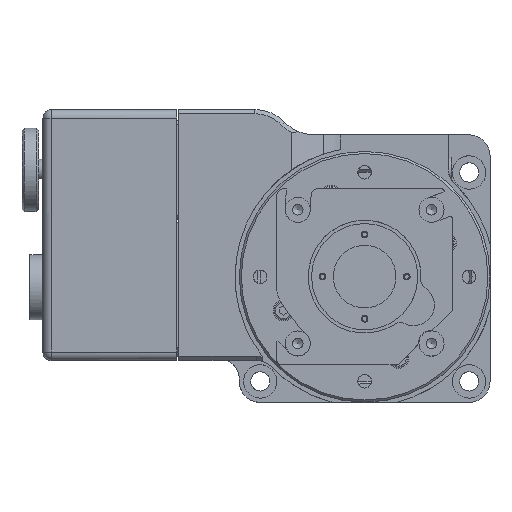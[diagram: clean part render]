
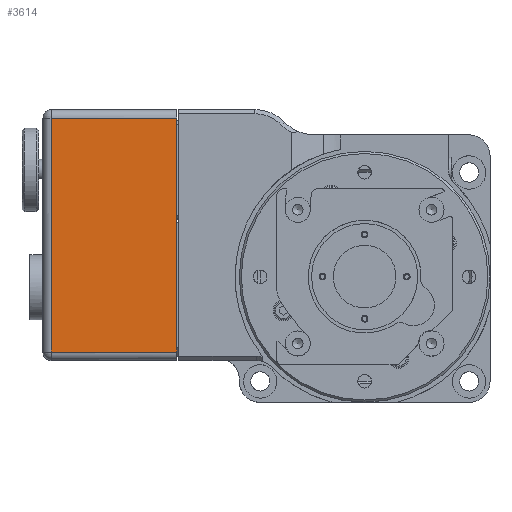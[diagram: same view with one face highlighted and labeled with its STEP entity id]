
A CAD part, top view. The second image highlights one B-rep face of the part: STEP entity #3614.
In plain terms, the highlighted planar face has unit normal (0, 0, 1).
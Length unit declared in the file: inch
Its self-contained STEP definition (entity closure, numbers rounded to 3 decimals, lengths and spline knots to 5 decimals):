
#2432 = CARTESIAN_POINT ( 'NONE',  ( -2.95276, -0.70866, 1.0748 ) ) ;
#3614 = ADVANCED_FACE ( 'NONE', ( #52456 ), #46672, .T. ) ;
#6366 = CARTESIAN_POINT ( 'NONE',  ( -2.95276, -0.70866, 1.0748 ) ) ;
#10749 = CARTESIAN_POINT ( 'NONE',  ( -2.55906, 1.49606, 1.0748 ) ) ;
#12851 = CARTESIAN_POINT ( 'NONE',  ( -1.77165, -0.70866, 1.0748 ) ) ;
#14176 = EDGE_LOOP ( 'NONE', ( #37498, #16981, #28701, #53061 ) ) ;
#15239 = CARTESIAN_POINT ( 'NONE',  ( -1.77165, -0.70866, 1.0748 ) ) ;
#16267 = EDGE_CURVE ( 'NONE', #32541, #28472, #18222, .T. ) ;
#16981 = ORIENTED_EDGE ( 'NONE', *, *, #16267, .T. ) ;
#18222 = B_SPLINE_CURVE_WITH_KNOTS ( 'NONE', 3,
 ( #36090, #40813, #67940, #2432 ),
 .UNSPECIFIED., .F., .F.,
 ( 4, 4 ),
 ( 0., 1. ),
 .UNSPECIFIED. ) ;
#18652 = CARTESIAN_POINT ( 'NONE',  ( -2.55906, -0.70866, 1.0748 ) ) ;
#18980 = CARTESIAN_POINT ( 'NONE',  ( -1.77165, 0.02625, 1.0748 ) ) ;
#23201 = EDGE_CURVE ( 'NONE', #35399, #32541, #61475, .T. ) ;
#24254 = CARTESIAN_POINT ( 'NONE',  ( -2.95276, 1.49606, 1.0748 ) ) ;
#25612 = CARTESIAN_POINT ( 'NONE',  ( -1.77165, 1.49606, 1.0748 ) ) ;
#28412 = CARTESIAN_POINT ( 'NONE',  ( -1.77165, 1.49606, 1.0748 ) ) ;
#28472 = VERTEX_POINT ( 'NONE', #62592 ) ;
#28701 = ORIENTED_EDGE ( 'NONE', *, *, #32236, .T. ) ;
#32236 = EDGE_CURVE ( 'NONE', #28472, #53351, #44706, .T. ) ;
#32541 = VERTEX_POINT ( 'NONE', #24254 ) ;
#32871 = CARTESIAN_POINT ( 'NONE',  ( -2.95276, 1.49606, 1.0748 ) ) ;
#32946 = B_SPLINE_CURVE_WITH_KNOTS ( 'NONE', 3,
 ( #28412, #54718, #18980, #35665 ),
 .UNSPECIFIED., .F., .F.,
 ( 4, 4 ),
 ( 0., 1. ),
 .UNSPECIFIED. ) ;
#33226 = CARTESIAN_POINT ( 'NONE',  ( -2.16535, 1.49606, 1.0748 ) ) ;
#35073 = DIRECTION ( 'NONE',  ( 0., -1., 0. ) ) ;
#35399 = VERTEX_POINT ( 'NONE', #25612 ) ;
#35665 = CARTESIAN_POINT ( 'NONE',  ( -1.77165, -0.70866, 1.0748 ) ) ;
#36090 = CARTESIAN_POINT ( 'NONE',  ( -2.95276, 1.49606, 1.0748 ) ) ;
#37498 = ORIENTED_EDGE ( 'NONE', *, *, #23201, .T. ) ;
#40813 = CARTESIAN_POINT ( 'NONE',  ( -2.95276, 0.76115, 1.0748 ) ) ;
#44706 = B_SPLINE_CURVE_WITH_KNOTS ( 'NONE', 3,
 ( #6366, #18652, #57447, #12851 ),
 .UNSPECIFIED., .F., .F.,
 ( 4, 4 ),
 ( 0., 1. ),
 .UNSPECIFIED. ) ;
#46672 = PLANE ( 'NONE',  #55566 ) ;
#47043 = DIRECTION ( 'NONE',  ( 0., 0., 1. ) ) ;
#52456 = FACE_OUTER_BOUND ( 'NONE', #14176, .T. ) ;
#53061 = ORIENTED_EDGE ( 'NONE', *, *, #53224, .F. ) ;
#53224 = EDGE_CURVE ( 'NONE', #35399, #53351, #32946, .T. ) ;
#53351 = VERTEX_POINT ( 'NONE', #15239 ) ;
#54718 = CARTESIAN_POINT ( 'NONE',  ( -1.77165, 0.76115, 1.0748 ) ) ;
#55566 = AXIS2_PLACEMENT_3D ( 'NONE', #57902, #47043, #35073 ) ;
#57447 = CARTESIAN_POINT ( 'NONE',  ( -2.16535, -0.70866, 1.0748 ) ) ;
#57902 = CARTESIAN_POINT ( 'NONE',  ( -2.40157, 0.3937, 1.0748 ) ) ;
#60403 = CARTESIAN_POINT ( 'NONE',  ( -1.77165, 1.49606, 1.0748 ) ) ;
#61475 = B_SPLINE_CURVE_WITH_KNOTS ( 'NONE', 3,
 ( #60403, #33226, #10749, #32871 ),
 .UNSPECIFIED., .F., .F.,
 ( 4, 4 ),
 ( 0., 1. ),
 .UNSPECIFIED. ) ;
#62592 = CARTESIAN_POINT ( 'NONE',  ( -2.95276, -0.70866, 1.0748 ) ) ;
#67940 = CARTESIAN_POINT ( 'NONE',  ( -2.95276, 0.02625, 1.0748 ) ) ;
